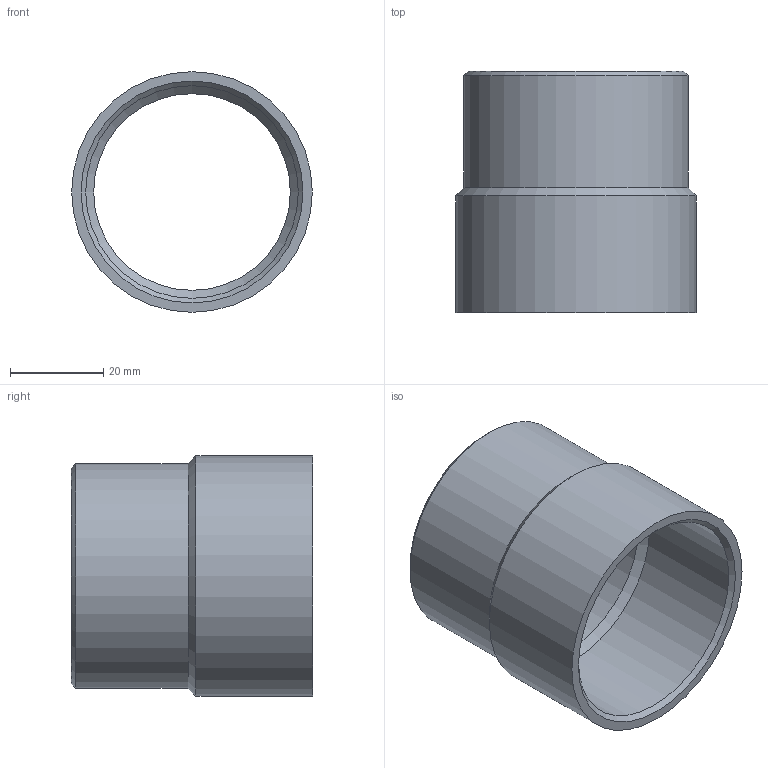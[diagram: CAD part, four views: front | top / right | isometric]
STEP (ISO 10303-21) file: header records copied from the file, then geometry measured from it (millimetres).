
FILE_DESCRIPTION(('FreeCAD Model'),'2;1');
FILE_NAME('adapter-for-jeff.step', '2020-04-02T16:34:10',('Author'),(''), 'Open CASCADE STEP processor 7.3','FreeCAD','Unknown');
FILE_SCHEMA(('AUTOMOTIVE_DESIGN { 1 0 10303 214 1 1 1 1 }'));
Length unit declared in the file: millimetre
Products named in the file (1): Chamfer
Bounding box: 51.5 x 51.7 x 51.5 mm (x, y, z)
Volume: 22656.8 mm3; surface area: 16119.5 mm2
Topology: 1 solids, 1 shells, 10 faces, 18 edges, 10 vertices
Faces by surface type: cone 4, cylinder 4, plane 2
Full cylindrical faces by diameter (mm): 42.1 x1, 45.5 x1, 48.1 x1, 51.5 x1
Entity records: 505 total; most frequent: CARTESIAN_POINT 91, DIRECTION 80, ORIENTED_EDGE 36, PCURVE 36, DEFINITIONAL_REPRESENTATION 36, LINE 36, VECTOR 36, AXIS2_PLACEMENT_3D 21
